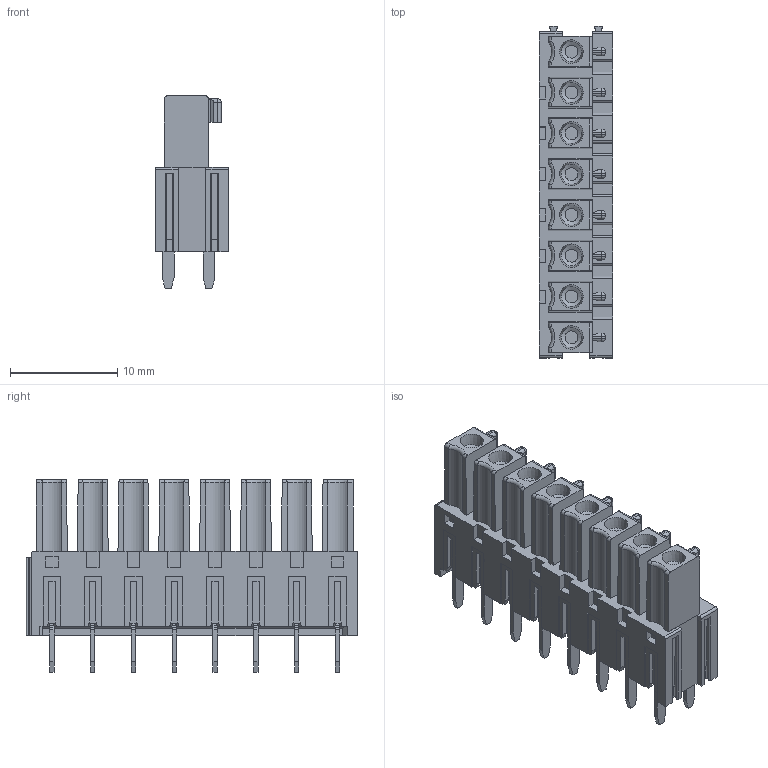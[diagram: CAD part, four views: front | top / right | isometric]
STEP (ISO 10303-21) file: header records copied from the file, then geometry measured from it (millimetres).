
FILE_DESCRIPTION(('STEP AP214'),'1');
FILE_NAME('PF08-3,81-V-M - confidential.stp','2022-10-13T07:33:23',(' '),(' '),'Spatial InterOp 3D',' ',' ');
FILE_SCHEMA(('AUTOMOTIVE_DESIGN { 1 0 10303 214 1 1 1 1 }'));
Length unit declared in the file: metre
Products named in the file (1): 1665646373
Bounding box: 6.85 x 30.98 x 18 mm (x, y, z)
Volume: 1977.3 mm3; surface area: 2325.2 mm2
Topology: 1 solids, 1 shells, 1614 faces, 4615 edges, 3051 vertices
Faces by surface type: plane 924, extrusion 461, cylinder 189, cone 16, sphere 16, torus 8
Entity records: 65694 total; most frequent: CARTESIAN_POINT 12475, ORIENTED_EDGE 9134, DIRECTION 6737, EDGE_CURVE 4567, VECTOR 3607, LINE 3146, VERTEX_POINT 3035, EDGE_LOOP 1694
